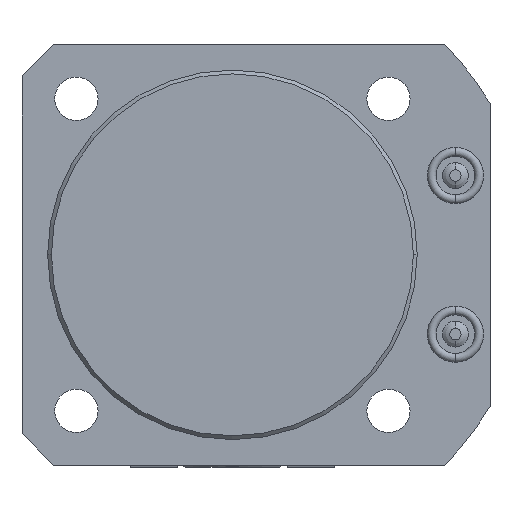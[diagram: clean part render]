
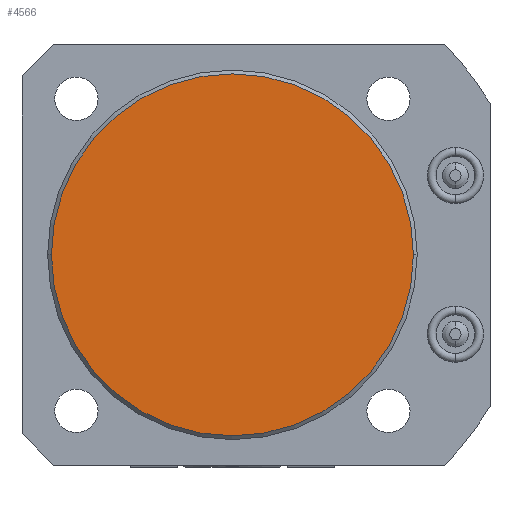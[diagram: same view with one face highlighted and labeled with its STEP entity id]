
A CAD part, front view. The second image highlights one B-rep face of the part: STEP entity #4566.
In plain terms, the highlighted planar face has unit normal (0, -1, 0).
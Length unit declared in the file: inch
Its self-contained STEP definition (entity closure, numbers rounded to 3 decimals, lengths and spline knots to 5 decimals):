
#216=CARTESIAN_POINT('',(0.,-2.75,0.));
#217=DIRECTION('',(0.,-1.,0.));
#218=DIRECTION('',(1.,0.,0.));
#219=AXIS2_PLACEMENT_3D('',#216,#217,#218);
#226=CARTESIAN_POINT('',(0.,-2.75,0.));
#227=DIRECTION('',(0.,-1.,0.));
#228=DIRECTION('',(-1.,0.,0.));
#229=AXIS2_PLACEMENT_3D('',#226,#227,#228);
#3715=CARTESIAN_POINT('',(1.4385,-2.75,0.));
#3716=CARTESIAN_POINT('',(-1.4385,-2.75,0.));
#3717=VERTEX_POINT('',#3715);
#3718=VERTEX_POINT('',#3716);
#4556=CARTESIAN_POINT('',(0.,-2.75,0.));
#4557=DIRECTION('',(0.,1.,0.));
#4558=DIRECTION('',(1.,0.,0.));
#4559=AXIS2_PLACEMENT_3D('',#4556,#4557,#4558);
#4560=PLANE('',#4559);
#4562=ORIENTED_EDGE('',*,*,#4561,.F.);
#4563=ORIENTED_EDGE('',*,*,#4546,.F.);
#4564=EDGE_LOOP('',(#4562,#4563));
#4565=FACE_OUTER_BOUND('',#4564,.F.);
#4566=ADVANCED_FACE('',(#4565),#4560,.F.);
#220=CIRCLE('',#219,1.4385);
#230=CIRCLE('',#229,1.4385);
#4546=EDGE_CURVE('',#3717,#3718,#220,.T.);
#4561=EDGE_CURVE('',#3718,#3717,#230,.T.);
